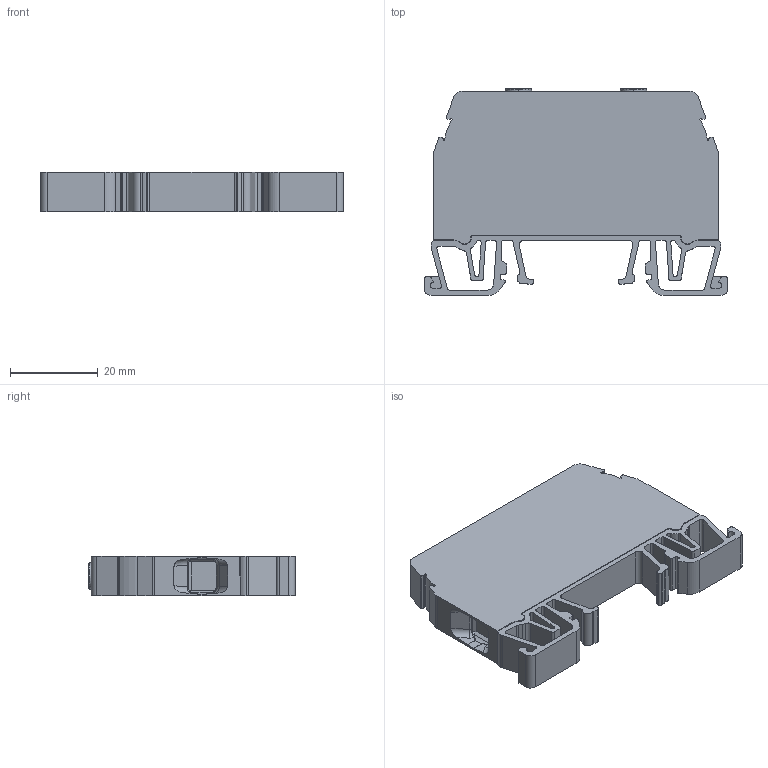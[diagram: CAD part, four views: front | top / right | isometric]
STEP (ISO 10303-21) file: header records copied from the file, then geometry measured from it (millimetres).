
FILE_DESCRIPTION (( 'STEP AP203' ), '1' );
FILE_NAME ('MRK 10 Test Klemens Çift Kovanlý.STEP', '2020-03-19T08:31:09', ( '' ), ( '' ), 'SwSTEP 2.0', 'SolidWorks 2011', '' );
FILE_SCHEMA (( 'CONFIG_CONTROL_DESIGN' ));
Length unit declared in the file: millimetre
Products named in the file (1): MRK 10 Test Klemens Çift Kovanlý
Bounding box: 69 x 47.05 x 9.1 mm (x, y, z)
Volume: 18176.9 mm3; surface area: 11805.4 mm2
Topology: 1 solids, 1 shells, 452 faces, 1251 edges, 817 vertices
Faces by surface type: cylinder 201, plane 191, bspline 45, torus 13, cone 2
Entity records: 16523 total; most frequent: CARTESIAN_POINT 5221, ORIENTED_EDGE 2502, DIRECTION 2182, EDGE_CURVE 1251, VERTEX_POINT 817, AXIS2_PLACEMENT_3D 757, LINE 668, VECTOR 668
